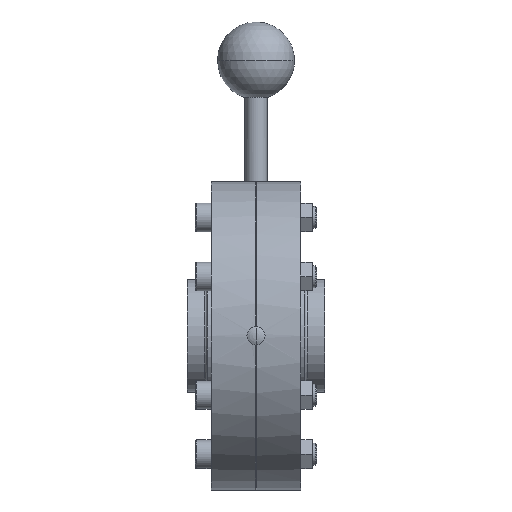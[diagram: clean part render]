
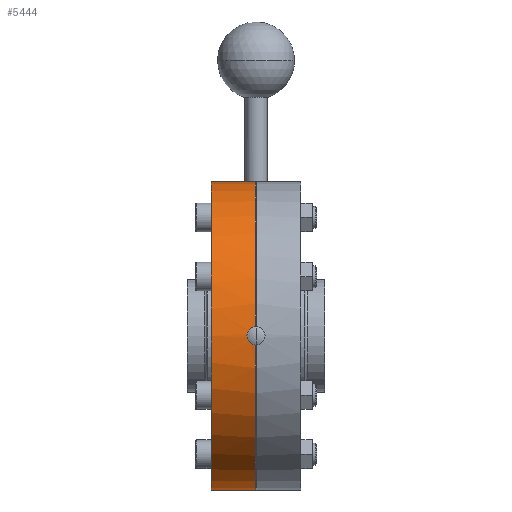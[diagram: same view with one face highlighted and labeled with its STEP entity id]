
A CAD part, front view. The second image highlights one B-rep face of the part: STEP entity #5444.
In plain terms, the highlighted cylindrical face has radius 56 mm (diameter 112 mm), a partial arc.
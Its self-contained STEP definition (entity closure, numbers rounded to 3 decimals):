
#195 = CARTESIAN_POINT ( 'NONE',  ( -1.806, -55.982, -1.431 ) ) ;
#470 = CARTESIAN_POINT ( 'NONE',  ( -1.176, -55.965, -1.982 ) ) ;
#534 = CARTESIAN_POINT ( 'NONE',  ( 13.589, 0., 56. ) ) ;
#638 = CARTESIAN_POINT ( 'NONE',  ( -2.049, -55.99, 1.081 ) ) ;
#679 = CARTESIAN_POINT ( 'NONE',  ( -1.515, -55.973, -1.736 ) ) ;
#723 = CARTESIAN_POINT ( 'NONE',  ( -2.098, -55.992, -0.953 ) ) ;
#773 = CIRCLE ( 'NONE', #4207, 56. ) ;
#774 = DIRECTION ( 'NONE',  ( -1., 0., 0. ) ) ;
#858 = CARTESIAN_POINT ( 'NONE',  ( -0.25, 0., 0. ) ) ;
#863 = VERTEX_POINT ( 'NONE', #2456 ) ;
#1114 = B_SPLINE_CURVE_WITH_KNOTS ( 'NONE', 3,
 ( #4115, #3505, #5982, #470, #7836, #679, #6149, #195, #1415, #1997, #723, #1295, #3144, #6273, #2471, #5097, #2557, #7395, #1878, #638, #2032, #4406, #5623, #3067, #4493, #5664 ),
 .UNSPECIFIED., .F., .F.,
 ( 4, 2, 2, 2, 2, 2, 2, 2, 2, 2, 2, 2, 4 ),
 ( 0., 0.001, 0.001, 0.002, 0.002, 0.003, 0.003, 0.003, 0.004, 0.004, 0.005, 0.006, 0.007 ),
 .UNSPECIFIED. ) ;
#1223 = DIRECTION ( 'NONE',  ( 0., 0., 1. ) ) ;
#1295 = CARTESIAN_POINT ( 'NONE',  ( -2.198, -55.996, -0.692 ) ) ;
#1415 = CARTESIAN_POINT ( 'NONE',  ( -1.889, -55.985, -1.319 ) ) ;
#1690 = VERTEX_POINT ( 'NONE', #4492 ) ;
#1765 = VERTEX_POINT ( 'NONE', #7288 ) ;
#1833 = VERTEX_POINT ( 'NONE', #2937 ) ;
#1835 = CARTESIAN_POINT ( 'NONE',  ( -16.25, 0., 0. ) ) ;
#1878 = CARTESIAN_POINT ( 'NONE',  ( -2.198, -55.996, 0.69 ) ) ;
#1949 = LINE ( 'NONE', #534, #5225 ) ;
#1997 = CARTESIAN_POINT ( 'NONE',  ( -2.035, -55.99, -1.081 ) ) ;
#2001 = DIRECTION ( 'NONE',  ( -1., 0., 0. ) ) ;
#2032 = CARTESIAN_POINT ( 'NONE',  ( -1.9, -55.985, 1.326 ) ) ;
#2062 = DIRECTION ( 'NONE',  ( 1., 0., 0. ) ) ;
#2151 = VECTOR ( 'NONE', #3120, 1000. ) ;
#2304 = CARTESIAN_POINT ( 'NONE',  ( -0.25, -55.953, -2.286 ) ) ;
#2456 = CARTESIAN_POINT ( 'NONE',  ( -16.25, 0., -56. ) ) ;
#2471 = CARTESIAN_POINT ( 'NONE',  ( -2.3, -56., -0.14 ) ) ;
#2525 = ORIENTED_EDGE ( 'NONE', *, *, #2555, .F. ) ;
#2555 = EDGE_CURVE ( 'NONE', #1690, #1765, #1949, .T. ) ;
#2557 = CARTESIAN_POINT ( 'NONE',  ( -2.287, -55.999, 0.278 ) ) ;
#2819 = DIRECTION ( 'NONE',  ( 0., 0., 1. ) ) ;
#2850 = AXIS2_PLACEMENT_3D ( 'NONE', #4311, #2062, #2819 ) ;
#2851 = CIRCLE ( 'NONE', #7231, 56. ) ;
#2937 = CARTESIAN_POINT ( 'NONE',  ( -0.25, -55.953, 2.286 ) ) ;
#3067 = CARTESIAN_POINT ( 'NONE',  ( -0.805, -55.958, 2.172 ) ) ;
#3120 = DIRECTION ( 'NONE',  ( 1., 0., 0. ) ) ;
#3144 = CARTESIAN_POINT ( 'NONE',  ( -2.236, -55.997, -0.558 ) ) ;
#3255 = ORIENTED_EDGE ( 'NONE', *, *, #7674, .T. ) ;
#3505 = CARTESIAN_POINT ( 'NONE',  ( -0.531, -55.955, -2.256 ) ) ;
#3523 = ORIENTED_EDGE ( 'NONE', *, *, #5040, .T. ) ;
#3678 = DIRECTION ( 'NONE',  ( 0., 0., 1. ) ) ;
#3732 = CARTESIAN_POINT ( 'NONE',  ( 13.589, 0., -56. ) ) ;
#3753 = VERTEX_POINT ( 'NONE', #4303 ) ;
#3899 = ORIENTED_EDGE ( 'NONE', *, *, #4312, .T. ) ;
#3989 = EDGE_CURVE ( 'NONE', #5227, #1833, #1114, .T. ) ;
#4115 = CARTESIAN_POINT ( 'NONE',  ( -0.25, -55.953, -2.286 ) ) ;
#4207 = AXIS2_PLACEMENT_3D ( 'NONE', #1835, #2001, #3678 ) ;
#4303 = CARTESIAN_POINT ( 'NONE',  ( -0.25, 0., -56. ) ) ;
#4311 = CARTESIAN_POINT ( 'NONE',  ( 13.589, 0., 0. ) ) ;
#4312 = EDGE_CURVE ( 'NONE', #863, #3753, #5644, .T. ) ;
#4406 = CARTESIAN_POINT ( 'NONE',  ( -1.528, -55.973, 1.742 ) ) ;
#4492 = CARTESIAN_POINT ( 'NONE',  ( -16.25, 0., 56. ) ) ;
#4493 = CARTESIAN_POINT ( 'NONE',  ( -0.531, -55.955, 2.256 ) ) ;
#4570 = EDGE_CURVE ( 'NONE', #863, #1690, #773, .T. ) ;
#4785 = CIRCLE ( 'NONE', #6091, 56. ) ;
#4896 = CARTESIAN_POINT ( 'NONE',  ( -0.25, 0., 0. ) ) ;
#4907 = FACE_OUTER_BOUND ( 'NONE', #7812, .T. ) ;
#5040 = EDGE_CURVE ( 'NONE', #3753, #5227, #2851, .T. ) ;
#5097 = CARTESIAN_POINT ( 'NONE',  ( -2.3, -56., 0.139 ) ) ;
#5225 = VECTOR ( 'NONE', #5523, 1000. ) ;
#5227 = VERTEX_POINT ( 'NONE', #2304 ) ;
#5444 = ADVANCED_FACE ( 'NONE', ( #4907 ), #7380, .T. ) ;
#5523 = DIRECTION ( 'NONE',  ( 1., 0., 0. ) ) ;
#5623 = CARTESIAN_POINT ( 'NONE',  ( -1.301, -55.967, 1.917 ) ) ;
#5644 = LINE ( 'NONE', #3732, #2151 ) ;
#5664 = CARTESIAN_POINT ( 'NONE',  ( -0.25, -55.953, 2.286 ) ) ;
#5672 = DIRECTION ( 'NONE',  ( 0., 0., 1. ) ) ;
#5982 = CARTESIAN_POINT ( 'NONE',  ( -0.8, -55.958, -2.175 ) ) ;
#6091 = AXIS2_PLACEMENT_3D ( 'NONE', #4896, #7246, #1223 ) ;
#6122 = ORIENTED_EDGE ( 'NONE', *, *, #4570, .F. ) ;
#6149 = CARTESIAN_POINT ( 'NONE',  ( -1.619, -55.976, -1.64 ) ) ;
#6273 = CARTESIAN_POINT ( 'NONE',  ( -2.287, -55.999, -0.282 ) ) ;
#7231 = AXIS2_PLACEMENT_3D ( 'NONE', #858, #774, #5672 ) ;
#7246 = DIRECTION ( 'NONE',  ( -1., 0., 0. ) ) ;
#7288 = CARTESIAN_POINT ( 'NONE',  ( -0.25, 0., 56. ) ) ;
#7380 = CYLINDRICAL_SURFACE ( 'NONE', #2850, 56. ) ;
#7395 = CARTESIAN_POINT ( 'NONE',  ( -2.237, -55.997, 0.554 ) ) ;
#7645 = ORIENTED_EDGE ( 'NONE', *, *, #3989, .T. ) ;
#7674 = EDGE_CURVE ( 'NONE', #1833, #1765, #4785, .T. ) ;
#7812 = EDGE_LOOP ( 'NONE', ( #6122, #3899, #3523, #7645, #3255, #2525 ) ) ;
#7836 = CARTESIAN_POINT ( 'NONE',  ( -1.294, -55.968, -1.907 ) ) ;
